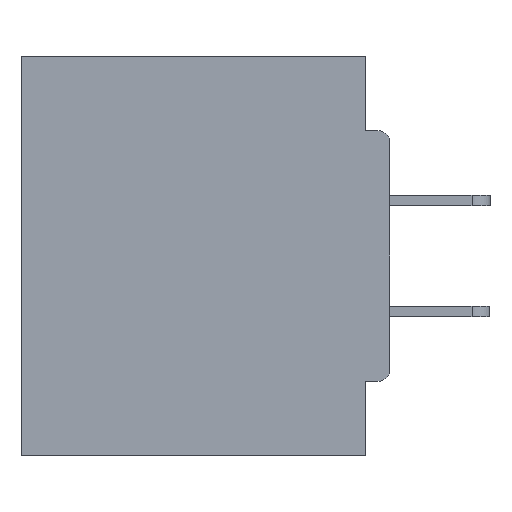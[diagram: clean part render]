
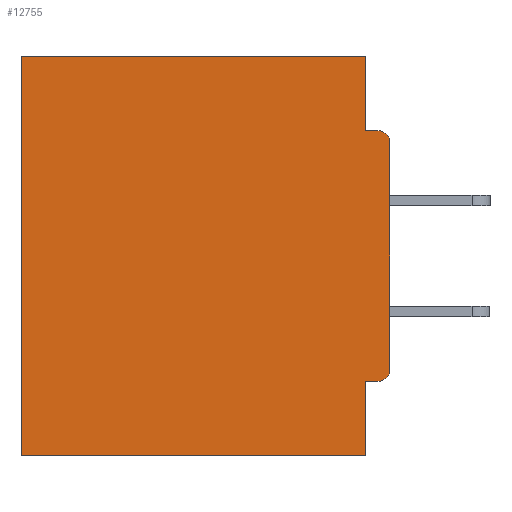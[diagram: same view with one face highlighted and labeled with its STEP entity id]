
A CAD part, left-side view. The second image highlights one B-rep face of the part: STEP entity #12755.
In plain terms, the highlighted planar face has unit normal (-1, 0, 0).
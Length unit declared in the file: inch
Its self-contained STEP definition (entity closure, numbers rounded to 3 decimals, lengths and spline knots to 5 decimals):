
#723 = ORIENTED_EDGE ( 'NONE', *, *, #2914, .F. ) ;
#1235 = CARTESIAN_POINT ( 'NONE',  ( 0.298, 0., 0. ) ) ;
#1439 = AXIS2_PLACEMENT_3D ( 'NONE', #29642, #13419, #7447 ) ;
#1750 = VERTEX_POINT ( 'NONE', #25678 ) ;
#2001 = CARTESIAN_POINT ( 'NONE',  ( 0.298, 0., 0. ) ) ;
#2336 = EDGE_CURVE ( 'NONE', #41115, #22102, #13056, .T. ) ;
#2384 = VERTEX_POINT ( 'NONE', #36606 ) ;
#2914 = EDGE_CURVE ( 'NONE', #30874, #1750, #10486, .T. ) ;
#5686 = LINE ( 'NONE', #27623, #12290 ) ;
#5690 = LINE ( 'NONE', #28465, #17865 ) ;
#6430 = AXIS2_PLACEMENT_3D ( 'NONE', #7532, #36567, #23772 ) ;
#6564 = CARTESIAN_POINT ( 'NONE',  ( 0.298, 0.46, 0. ) ) ;
#7379 = DIRECTION ( 'NONE',  ( 0., 0., -1. ) ) ;
#7447 = DIRECTION ( 'NONE',  ( 0., 0., -1. ) ) ;
#7452 = VECTOR ( 'NONE', #21109, 39.37008 ) ;
#7532 = CARTESIAN_POINT ( 'NONE',  ( 0.298, 0.015, -0.1085 ) ) ;
#8435 = CARTESIAN_POINT ( 'NONE',  ( 0.298, 0., -0.3915 ) ) ;
#9353 = VERTEX_POINT ( 'NONE', #38074 ) ;
#9695 = VERTEX_POINT ( 'NONE', #17320 ) ;
#9764 = CARTESIAN_POINT ( 'NONE',  ( 0.298, 0.031, -0.0935 ) ) ;
#10187 = ORIENTED_EDGE ( 'NONE', *, *, #22042, .F. ) ;
#10397 = ORIENTED_EDGE ( 'NONE', *, *, #37465, .T. ) ;
#10486 = LINE ( 'NONE', #19769, #23708 ) ;
#12260 = EDGE_CURVE ( 'NONE', #9353, #29672, #5686, .T. ) ;
#12290 = VECTOR ( 'NONE', #40728, 39.37008 ) ;
#12755 = ADVANCED_FACE ( 'NONE', ( #13770 ), #26869, .F. ) ;
#12929 = ORIENTED_EDGE ( 'NONE', *, *, #37309, .F. ) ;
#13056 = CIRCLE ( 'NONE', #1439, 0.015 ) ;
#13419 = DIRECTION ( 'NONE',  ( -1., 0., 0. ) ) ;
#13770 = FACE_OUTER_BOUND ( 'NONE', #14519, .T. ) ;
#14519 = EDGE_LOOP ( 'NONE', ( #21106, #723, #30029, #20418, #10397, #12929, #40706, #35182, #26511, #10187 ) ) ;
#15433 = VERTEX_POINT ( 'NONE', #18858 ) ;
#17320 = CARTESIAN_POINT ( 'NONE',  ( 0.298, 0.46, 0. ) ) ;
#17434 = CARTESIAN_POINT ( 'NONE',  ( 0.298, 0., 0. ) ) ;
#17865 = VECTOR ( 'NONE', #25344, 39.37008 ) ;
#18000 = VERTEX_POINT ( 'NONE', #36868 ) ;
#18139 = CARTESIAN_POINT ( 'NONE',  ( 0.298, 0., -0.4065 ) ) ;
#18758 = LINE ( 'NONE', #6564, #30462 ) ;
#18794 = LINE ( 'NONE', #29066, #24890 ) ;
#18858 = CARTESIAN_POINT ( 'NONE',  ( 0.298, 0.46, -0.5 ) ) ;
#19769 = CARTESIAN_POINT ( 'NONE',  ( 0.298, 0., -0.0935 ) ) ;
#20418 = ORIENTED_EDGE ( 'NONE', *, *, #21598, .T. ) ;
#20875 = DIRECTION ( 'NONE',  ( 0., 1., 0. ) ) ;
#21106 = ORIENTED_EDGE ( 'NONE', *, *, #39629, .T. ) ;
#21109 = DIRECTION ( 'NONE',  ( 0., 1., 0. ) ) ;
#21598 = EDGE_CURVE ( 'NONE', #18000, #9695, #37448, .T. ) ;
#21820 = VECTOR ( 'NONE', #40597, 39.37008 ) ;
#22042 = EDGE_CURVE ( 'NONE', #2384, #22102, #32486, .T. ) ;
#22102 = VERTEX_POINT ( 'NONE', #8435 ) ;
#22124 = CIRCLE ( 'NONE', #6430, 0.015 ) ;
#22797 = DIRECTION ( 'NONE',  ( 0., -1., 0. ) ) ;
#23157 = EDGE_CURVE ( 'NONE', #41115, #9353, #28876, .T. ) ;
#23708 = VECTOR ( 'NONE', #22797, 39.37008 ) ;
#23772 = DIRECTION ( 'NONE',  ( 0., 0., -1. ) ) ;
#24890 = VECTOR ( 'NONE', #35463, 39.37008 ) ;
#25344 = DIRECTION ( 'NONE',  ( 0., 0., -1. ) ) ;
#25678 = CARTESIAN_POINT ( 'NONE',  ( 0.298, 0.015, -0.0935 ) ) ;
#26511 = ORIENTED_EDGE ( 'NONE', *, *, #2336, .T. ) ;
#26869 = PLANE ( 'NONE',  #35013 ) ;
#27144 = DIRECTION ( 'NONE',  ( 1., 0., 0. ) ) ;
#27623 = CARTESIAN_POINT ( 'NONE',  ( 0.298, 0.031, -0.5 ) ) ;
#28465 = CARTESIAN_POINT ( 'NONE',  ( 0.298, 0.031, -0.5 ) ) ;
#28797 = VECTOR ( 'NONE', #20875, 39.37008 ) ;
#28876 = LINE ( 'NONE', #18139, #7452 ) ;
#29066 = CARTESIAN_POINT ( 'NONE',  ( 0.298, 0., -0.5 ) ) ;
#29342 = DIRECTION ( 'NONE',  ( 0., 0., -1. ) ) ;
#29642 = CARTESIAN_POINT ( 'NONE',  ( 0.298, 0.015, -0.3915 ) ) ;
#29672 = VERTEX_POINT ( 'NONE', #33958 ) ;
#30029 = ORIENTED_EDGE ( 'NONE', *, *, #40929, .F. ) ;
#30462 = VECTOR ( 'NONE', #29342, 39.37008 ) ;
#30874 = VERTEX_POINT ( 'NONE', #9764 ) ;
#32486 = LINE ( 'NONE', #2001, #21820 ) ;
#33958 = CARTESIAN_POINT ( 'NONE',  ( 0.298, 0.031, -0.5 ) ) ;
#35013 = AXIS2_PLACEMENT_3D ( 'NONE', #1235, #27144, #7379 ) ;
#35182 = ORIENTED_EDGE ( 'NONE', *, *, #23157, .F. ) ;
#35463 = DIRECTION ( 'NONE',  ( 0., 1., 0. ) ) ;
#36567 = DIRECTION ( 'NONE',  ( -1., 0., 0. ) ) ;
#36606 = CARTESIAN_POINT ( 'NONE',  ( 0.298, 0., -0.1085 ) ) ;
#36868 = CARTESIAN_POINT ( 'NONE',  ( 0.298, 0.031, 0. ) ) ;
#37309 = EDGE_CURVE ( 'NONE', #29672, #15433, #18794, .T. ) ;
#37448 = LINE ( 'NONE', #17434, #28797 ) ;
#37465 = EDGE_CURVE ( 'NONE', #9695, #15433, #18758, .T. ) ;
#38074 = CARTESIAN_POINT ( 'NONE',  ( 0.298, 0.031, -0.4065 ) ) ;
#39629 = EDGE_CURVE ( 'NONE', #2384, #1750, #22124, .T. ) ;
#40232 = CARTESIAN_POINT ( 'NONE',  ( 0.298, 0.015, -0.4065 ) ) ;
#40597 = DIRECTION ( 'NONE',  ( 0., 0., -1. ) ) ;
#40706 = ORIENTED_EDGE ( 'NONE', *, *, #12260, .F. ) ;
#40728 = DIRECTION ( 'NONE',  ( 0., 0., -1. ) ) ;
#40929 = EDGE_CURVE ( 'NONE', #18000, #30874, #5690, .T. ) ;
#41115 = VERTEX_POINT ( 'NONE', #40232 ) ;
